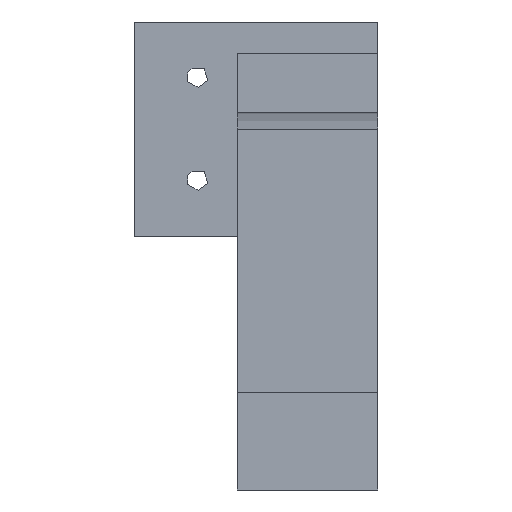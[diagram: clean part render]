
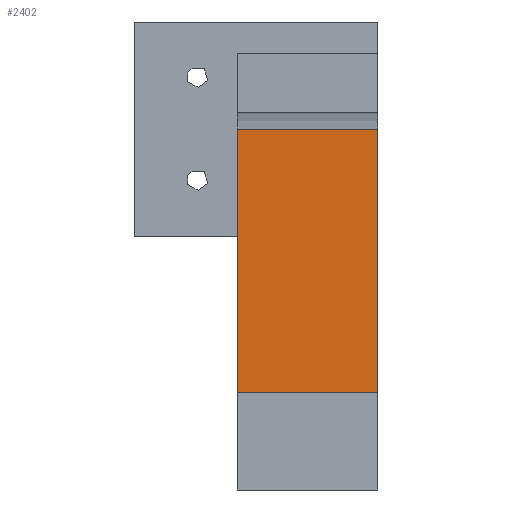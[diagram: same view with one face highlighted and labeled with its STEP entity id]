
A CAD part, front view. The second image highlights one B-rep face of the part: STEP entity #2402.
In plain terms, the highlighted planar face has unit normal (0, -1, 0).
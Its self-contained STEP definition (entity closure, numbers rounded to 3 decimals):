
#64=FACE_OUTER_BOUND('',#201,.T.);
#201=EDGE_LOOP('',(#1639,#1640,#1641,#1642,#1643,#1644));
#358=LINE('',#3387,#688);
#397=LINE('',#3464,#727);
#398=LINE('',#3466,#728);
#399=LINE('',#3467,#729);
#400=LINE('',#3469,#730);
#401=LINE('',#3470,#731);
#688=VECTOR('',#2726,10.);
#727=VECTOR('',#2789,1.);
#728=VECTOR('',#2790,1.);
#729=VECTOR('',#2791,10.);
#730=VECTOR('',#2792,10.);
#731=VECTOR('',#2793,1.);
#1016=VERTEX_POINT('',#3384);
#1017=VERTEX_POINT('',#3386);
#1042=VERTEX_POINT('',#3462);
#1043=VERTEX_POINT('',#3463);
#1044=VERTEX_POINT('',#3465);
#1045=VERTEX_POINT('',#3468);
#1236=EDGE_CURVE('',#1017,#1016,#358,.T.);
#1275=EDGE_CURVE('',#1042,#1043,#397,.T.);
#1276=EDGE_CURVE('',#1044,#1042,#398,.T.);
#1277=EDGE_CURVE('',#1044,#1017,#399,.T.);
#1278=EDGE_CURVE('',#1045,#1016,#400,.T.);
#1279=EDGE_CURVE('',#1045,#1043,#401,.T.);
#1639=ORIENTED_EDGE('',*,*,#1275,.F.);
#1640=ORIENTED_EDGE('',*,*,#1276,.F.);
#1641=ORIENTED_EDGE('',*,*,#1277,.T.);
#1642=ORIENTED_EDGE('',*,*,#1236,.T.);
#1643=ORIENTED_EDGE('',*,*,#1278,.F.);
#1644=ORIENTED_EDGE('',*,*,#1279,.T.);
#2270=PLANE('',#2550);
#2402=ADVANCED_FACE('',(#64),#2270,.T.);
#2550=AXIS2_PLACEMENT_3D('',#3461,#2787,#2788);
#2726=DIRECTION('',(1.,0.,0.));
#2787=DIRECTION('center_axis',(0.,-1.,0.));
#2788=DIRECTION('ref_axis',(0.,0.,1.));
#2789=DIRECTION('',(1.,0.,0.));
#2790=DIRECTION('',(0.,0.,1.));
#2791=DIRECTION('',(0.,0.,-1.));
#2792=DIRECTION('',(0.,0.,-1.));
#2793=DIRECTION('',(0.,0.,1.));
#3384=CARTESIAN_POINT('',(36.5,-14.,4.));
#3386=CARTESIAN_POINT('',(23.5,-14.,4.));
#3387=CARTESIAN_POINT('',(23.5,-14.,4.));
#3461=CARTESIAN_POINT('Origin',(23.5,-14.,9.));
#3462=CARTESIAN_POINT('',(23.5,-14.,28.33));
#3463=CARTESIAN_POINT('',(36.5,-14.,28.33));
#3464=CARTESIAN_POINT('',(23.5,-14.,28.33));
#3465=CARTESIAN_POINT('',(23.5,-14.,9.));
#3466=CARTESIAN_POINT('',(23.5,-14.,0.));
#3467=CARTESIAN_POINT('',(23.5,-14.,4.5));
#3468=CARTESIAN_POINT('',(36.5,-14.,9.));
#3469=CARTESIAN_POINT('',(36.5,-14.,4.5));
#3470=CARTESIAN_POINT('',(36.5,-14.,0.));
